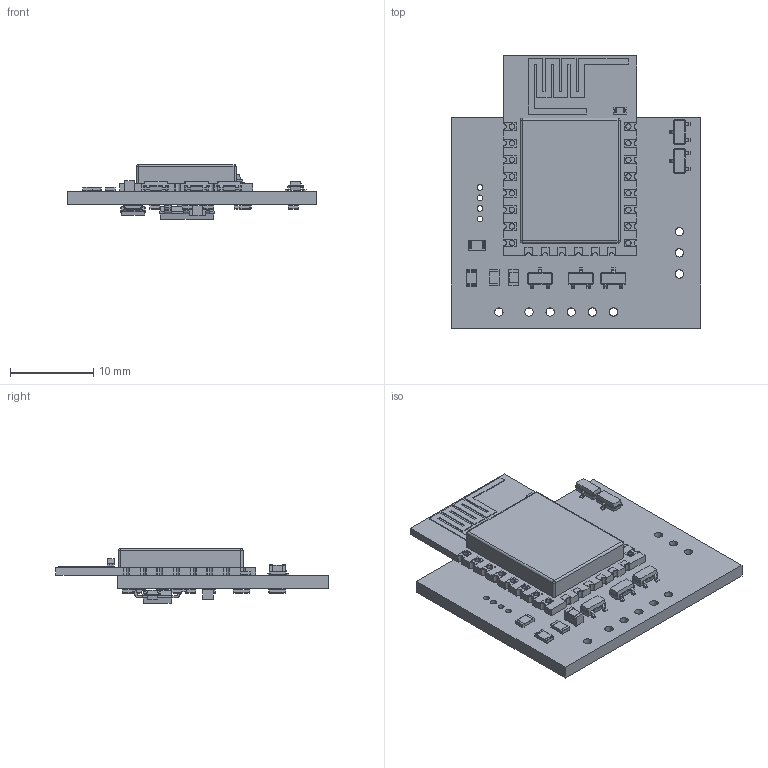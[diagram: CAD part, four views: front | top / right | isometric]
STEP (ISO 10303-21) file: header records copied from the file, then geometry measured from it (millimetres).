
FILE_DESCRIPTION(('FreeCAD Model'),'2;1');
FILE_NAME('Open CASCADE Shape Model','2022-10-14T12:12:53',('Author'),( ''),'Open CASCADE STEP processor 7.5','FreeCAD','Unknown');
FILE_SCHEMA(('AUTOMOTIVE_DESIGN { 1 0 10303 214 1 1 1 1 }'));
Length unit declared in the file: millimetre
Products named in the file (30): FishTail 1; SOT-23; SOLID; SOT-024; SOT-025; R_0805_2012Metric; SOLID003; SOT-026; R_0805_2012Metric001; SOT-027; ESP-12E; COMPOUND; R_0805_2012Metric002; C_0805_2012Metric; SOLID008; R_0805_2012Metric003; R_0805_2012Metric004; R_0805_2012Metric005; R_0805_2012Metric006; R_0805_2012Metric007; R_0805_2012Metric008; SOT-028; C_0805_2012Metric001; R_0805_2012Metric009; R_0805_2012Metric010; R_0805_2012Metric011; SOT-223; SOLID020; R_0805_2012Metric012; _autosave-FishTail PCB
Assembly tree (47 placements, depth 3):
  FishTail 1
    SOT-23
      SOLID
    SOT-024
      SOLID
    SOT-025
      SOLID
    R_0805_2012Metric
      SOLID003
    SOT-026
      SOLID
    R_0805_2012Metric001
      SOLID003
    SOT-027
      SOLID
    ESP-12E
      COMPOUND
    R_0805_2012Metric002
      SOLID003
    C_0805_2012Metric
      SOLID008
    R_0805_2012Metric003
      SOLID003
    R_0805_2012Metric004
      SOLID003
    R_0805_2012Metric005
      SOLID003
    R_0805_2012Metric006
      SOLID003
    R_0805_2012Metric007
      SOLID003
    R_0805_2012Metric008
      SOLID003
    SOT-028
      SOLID
    C_0805_2012Metric001
      SOLID008
    R_0805_2012Metric009
      SOLID003
    R_0805_2012Metric010
      SOLID003
    R_0805_2012Metric011
      SOLID003
    SOT-223
      SOLID020
    R_0805_2012Metric012
      SOLID003
    _autosave-FishTail PCB
Bounding box: 30.05 x 32.73 x 6.6 mm (x, y, z)
Volume: 2041 mm3; surface area: 3593.7 mm2
Topology: 71 solids, 71 shells, 1435 faces, 5838 edges, 11368 vertices
Faces by surface type: bspline 1416, cylinder 13, plane 6
Full cylindrical faces by diameter (mm): 0.7 x4, 1 x9
Entity records: 55620 total; most frequent: CARTESIAN_POINT 25342, ORIENTED_EDGE 3456, B_SPLINE_CURVE_WITH_KNOTS 3023, GEOMETRIC_CURVE_SET 2319, TRIMMED_CURVE 2314, EDGE_CURVE 1728, SURFACE_STYLE_USAGE 1533, SURFACE_SIDE_STYLE 1533
